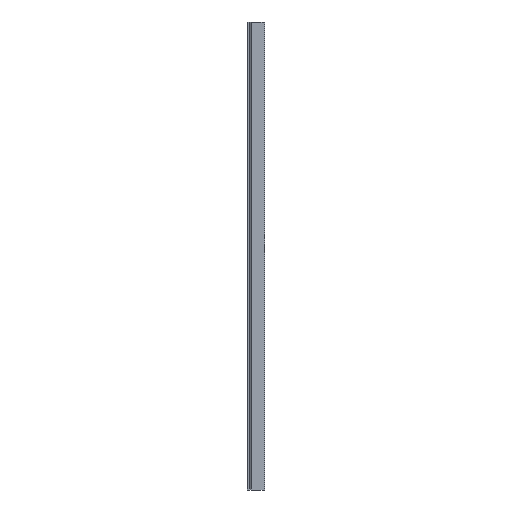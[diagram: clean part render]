
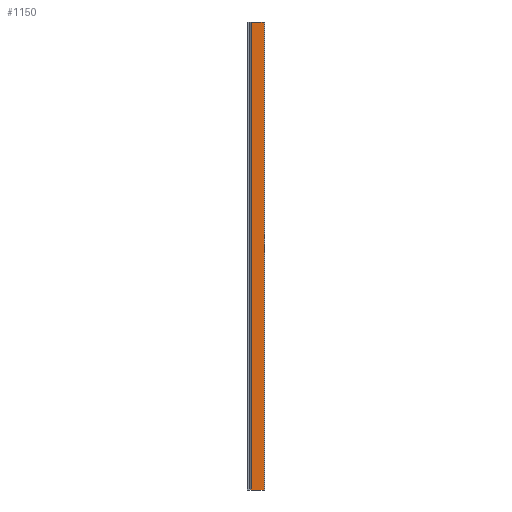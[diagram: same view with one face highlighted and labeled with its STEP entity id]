
A CAD part, left-side view. The second image highlights one B-rep face of the part: STEP entity #1150.
In plain terms, the highlighted planar face has unit normal (-1, 0, 0).
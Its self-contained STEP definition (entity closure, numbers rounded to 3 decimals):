
#197 = EDGE_CURVE ( 'NONE', #1982, #1246, #471, .T. ) ;
#273 = VERTEX_POINT ( 'NONE', #614 ) ;
#310 = DIRECTION ( 'NONE',  ( -1., 0., 0. ) ) ;
#333 = DIRECTION ( 'NONE',  ( 0., -1., 0. ) ) ;
#361 = EDGE_CURVE ( 'NONE', #1982, #273, #1263, .T. ) ;
#425 = VECTOR ( 'NONE', #2622, 1000. ) ;
#471 = LINE ( 'NONE', #2212, #2144 ) ;
#525 = CARTESIAN_POINT ( 'NONE',  ( -13.15, -48.1, 0. ) ) ;
#614 = CARTESIAN_POINT ( 'NONE',  ( -13.15, -48.1, 0. ) ) ;
#813 = PLANE ( 'NONE',  #2543 ) ;
#826 = LINE ( 'NONE', #1391, #1925 ) ;
#938 = LINE ( 'NONE', #525, #425 ) ;
#1150 = ADVANCED_FACE ( 'NONE', ( #1546 ), #813, .T. ) ;
#1192 = CARTESIAN_POINT ( 'NONE',  ( -13.15, -48.1, -2000. ) ) ;
#1246 = VERTEX_POINT ( 'NONE', #2638 ) ;
#1263 = LINE ( 'NONE', #1773, #1322 ) ;
#1322 = VECTOR ( 'NONE', #2115, 1000. ) ;
#1391 = CARTESIAN_POINT ( 'NONE',  ( -13.15, 5.841, -2000. ) ) ;
#1492 = CARTESIAN_POINT ( 'NONE',  ( -13.15, 5.841, 0. ) ) ;
#1504 = VERTEX_POINT ( 'NONE', #1192 ) ;
#1546 = FACE_OUTER_BOUND ( 'NONE', #2715, .T. ) ;
#1557 = ORIENTED_EDGE ( 'NONE', *, *, #361, .F. ) ;
#1575 = CARTESIAN_POINT ( 'NONE',  ( -13.15, 4.499, -327.507 ) ) ;
#1693 = EDGE_CURVE ( 'NONE', #1246, #1504, #826, .T. ) ;
#1720 = ORIENTED_EDGE ( 'NONE', *, *, #2249, .F. ) ;
#1773 = CARTESIAN_POINT ( 'NONE',  ( -13.15, -50.8, 0. ) ) ;
#1782 = ORIENTED_EDGE ( 'NONE', *, *, #1693, .T. ) ;
#1925 = VECTOR ( 'NONE', #333, 1000. ) ;
#1982 = VERTEX_POINT ( 'NONE', #1492 ) ;
#2115 = DIRECTION ( 'NONE',  ( 0., -1., 0. ) ) ;
#2144 = VECTOR ( 'NONE', #2364, 1000. ) ;
#2212 = CARTESIAN_POINT ( 'NONE',  ( -13.15, 5.841, -327.507 ) ) ;
#2249 = EDGE_CURVE ( 'NONE', #273, #1504, #938, .T. ) ;
#2349 = ORIENTED_EDGE ( 'NONE', *, *, #197, .T. ) ;
#2364 = DIRECTION ( 'NONE',  ( 0., 0., -1. ) ) ;
#2543 = AXIS2_PLACEMENT_3D ( 'NONE', #1575, #310, #2665 ) ;
#2622 = DIRECTION ( 'NONE',  ( 0., 0., -1. ) ) ;
#2638 = CARTESIAN_POINT ( 'NONE',  ( -13.15, 5.841, -2000. ) ) ;
#2665 = DIRECTION ( 'NONE',  ( 0., 0., 1. ) ) ;
#2715 = EDGE_LOOP ( 'NONE', ( #1557, #2349, #1782, #1720 ) ) ;
